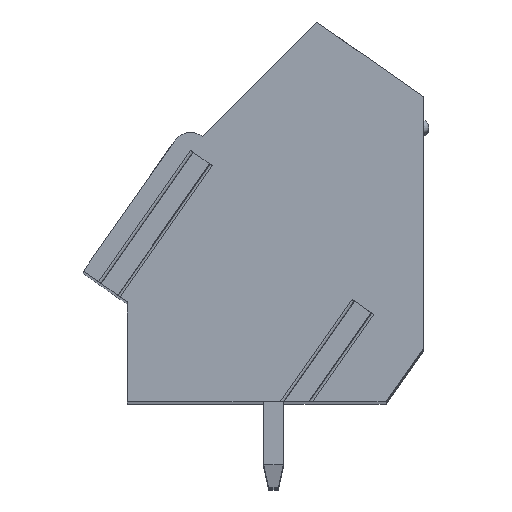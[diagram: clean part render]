
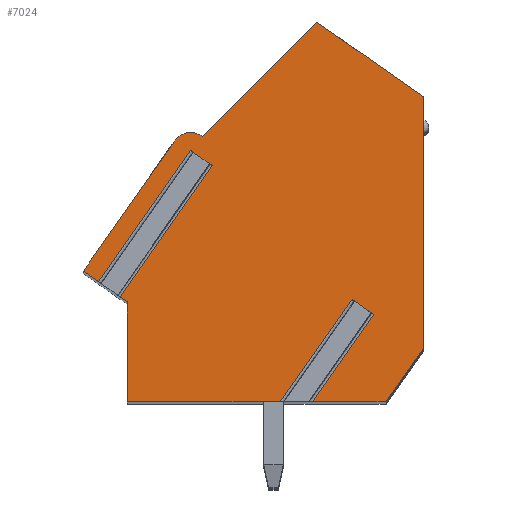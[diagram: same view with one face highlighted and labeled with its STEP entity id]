
A CAD part, top view. The second image highlights one B-rep face of the part: STEP entity #7024.
In plain terms, the highlighted planar face has unit normal (0, 0, 1).
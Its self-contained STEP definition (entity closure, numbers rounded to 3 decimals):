
#14=DIRECTION('',(-0.819,0.574,0.));
#15=VECTOR('',#14,1.085);
#16=CARTESIAN_POINT('',(4.498,-3.239,58.42));
#17=LINE('',#16,#15);
#18=DIRECTION('',(-0.574,-0.819,0.));
#19=VECTOR('',#18,5.115);
#20=CARTESIAN_POINT('',(3.61,-2.616,58.42));
#21=LINE('',#20,#19);
#22=DIRECTION('',(1.,0.,0.));
#23=VECTOR('',#22,6.246);
#24=CARTESIAN_POINT('',(-5.57,-6.807,58.42));
#25=LINE('',#24,#23);
#26=DIRECTION('',(0.,-1.,0.));
#27=VECTOR('',#26,4.087);
#28=CARTESIAN_POINT('',(-5.57,-2.72,58.42));
#29=LINE('',#28,#27);
#30=DIRECTION('',(0.819,-0.574,0.));
#31=VECTOR('',#30,0.355);
#32=CARTESIAN_POINT('',(-5.861,-2.516,58.42));
#33=LINE('',#32,#31);
#34=DIRECTION('',(-0.574,-0.819,0.));
#35=VECTOR('',#34,6.55);
#36=CARTESIAN_POINT('',(-2.104,2.849,58.42));
#37=LINE('',#36,#35);
#38=DIRECTION('',(-0.819,0.574,0.));
#39=VECTOR('',#38,1.085);
#40=CARTESIAN_POINT('',(-2.104,2.849,58.42));
#41=LINE('',#40,#39);
#42=DIRECTION('',(-0.574,-0.819,0.));
#43=VECTOR('',#42,6.55);
#44=CARTESIAN_POINT('',(-2.993,3.471,58.42));
#45=LINE('',#44,#43);
#46=DIRECTION('',(0.819,-0.574,0.));
#47=VECTOR('',#46,0.757);
#48=CARTESIAN_POINT('',(-7.37,-1.46,58.42));
#49=LINE('',#48,#47);
#50=DIRECTION('',(-0.574,-0.819,0.));
#51=VECTOR('',#50,6.486);
#52=CARTESIAN_POINT('',(-3.65,3.853,58.42));
#53=LINE('',#52,#51);
#54=CARTESIAN_POINT('',(-2.986,3.406,58.42));
#55=DIRECTION('',(0.,0.,1.));
#56=DIRECTION('',(0.598,0.802,0.));
#57=AXIS2_PLACEMENT_3D('',#54,#55,#56);
#59=DIRECTION('',(-0.707,-0.707,0.));
#60=VECTOR('',#59,6.609);
#61=CARTESIAN_POINT('',(2.165,8.721,58.42));
#62=LINE('',#61,#60);
#63=DIRECTION('',(-0.819,0.574,0.));
#64=VECTOR('',#63,5.329);
#65=CARTESIAN_POINT('',(6.53,5.664,58.42));
#66=LINE('',#65,#64);
#67=DIRECTION('',(0.,1.,0.));
#68=VECTOR('',#67,10.286);
#69=CARTESIAN_POINT('',(6.53,-4.622,58.42));
#70=LINE('',#69,#68);
#71=DIRECTION('',(0.574,0.819,0.));
#72=VECTOR('',#71,2.667);
#73=CARTESIAN_POINT('',(5.,-6.807,58.42));
#74=LINE('',#73,#72);
#75=DIRECTION('',(1.,0.,0.));
#76=VECTOR('',#75,3.);
#77=CARTESIAN_POINT('',(2.,-6.807,58.42));
#78=LINE('',#77,#76);
#79=DIRECTION('',(-0.574,-0.819,0.));
#80=VECTOR('',#79,4.355);
#81=CARTESIAN_POINT('',(4.498,-3.239,58.42));
#82=LINE('',#81,#80);
#5494=CARTESIAN_POINT('',(-2.508,4.048,58.42));
#5495=CARTESIAN_POINT('',(-3.65,3.853,58.42));
#5496=VERTEX_POINT('',#5494);
#5497=VERTEX_POINT('',#5495);
#5498=CARTESIAN_POINT('',(-7.37,-1.46,58.42));
#5499=VERTEX_POINT('',#5498);
#5500=CARTESIAN_POINT('',(-5.57,-2.72,58.42));
#5501=CARTESIAN_POINT('',(-5.57,-6.807,58.42));
#5502=VERTEX_POINT('',#5500);
#5503=VERTEX_POINT('',#5501);
#5504=CARTESIAN_POINT('',(5.,-6.807,58.42));
#5505=CARTESIAN_POINT('',(6.53,-4.622,58.42));
#5506=VERTEX_POINT('',#5504);
#5507=VERTEX_POINT('',#5505);
#5508=CARTESIAN_POINT('',(6.53,5.664,58.42));
#5509=VERTEX_POINT('',#5508);
#5510=CARTESIAN_POINT('',(2.165,8.721,58.42));
#5511=VERTEX_POINT('',#5510);
#5638=CARTESIAN_POINT('',(-2.104,2.849,58.42));
#5639=CARTESIAN_POINT('',(-2.993,3.471,58.42));
#5640=VERTEX_POINT('',#5638);
#5641=VERTEX_POINT('',#5639);
#5642=CARTESIAN_POINT('',(-5.861,-2.516,
58.42));
#5643=VERTEX_POINT('',#5642);
#5644=CARTESIAN_POINT('',(-6.75,-1.894,
58.42));
#5645=VERTEX_POINT('',#5644);
#5693=CARTESIAN_POINT('',(4.498,-3.239,58.42));
#5694=CARTESIAN_POINT('',(3.61,-2.616,58.42));
#5695=VERTEX_POINT('',#5693);
#5696=VERTEX_POINT('',#5694);
#5697=CARTESIAN_POINT('',(2.,-6.807,58.42));
#5698=VERTEX_POINT('',#5697);
#5699=CARTESIAN_POINT('',(0.676,-6.807,58.42));
#5700=VERTEX_POINT('',#5699);
#6983=CARTESIAN_POINT('',(0.,0.,58.42));
#6984=DIRECTION('',(0.,0.,1.));
#6985=DIRECTION('',(1.,0.,0.));
#6986=AXIS2_PLACEMENT_3D('',#6983,#6984,#6985);
#6987=PLANE('',#6986);
#6989=ORIENTED_EDGE('',*,*,#6988,.T.);
#6991=ORIENTED_EDGE('',*,*,#6990,.T.);
#6993=ORIENTED_EDGE('',*,*,#6992,.F.);
#6995=ORIENTED_EDGE('',*,*,#6994,.F.);
#6997=ORIENTED_EDGE('',*,*,#6996,.F.);
#6999=ORIENTED_EDGE('',*,*,#6998,.F.);
#7001=ORIENTED_EDGE('',*,*,#7000,.T.);
#7003=ORIENTED_EDGE('',*,*,#7002,.T.);
#7005=ORIENTED_EDGE('',*,*,#7004,.F.);
#7007=ORIENTED_EDGE('',*,*,#7006,.F.);
#7009=ORIENTED_EDGE('',*,*,#7008,.F.);
#7011=ORIENTED_EDGE('',*,*,#7010,.F.);
#7013=ORIENTED_EDGE('',*,*,#7012,.F.);
#7015=ORIENTED_EDGE('',*,*,#7014,.F.);
#7017=ORIENTED_EDGE('',*,*,#7016,.F.);
#7019=ORIENTED_EDGE('',*,*,#7018,.F.);
#7021=ORIENTED_EDGE('',*,*,#7020,.F.);
#7022=EDGE_LOOP('',(#6989,#6991,#6993,#6995,#6997,#6999,#7001,#7003,#7005,#7007,
#7009,#7011,#7013,#7015,#7017,#7019,#7021));
#7023=FACE_OUTER_BOUND('',#7022,.F.);
#58=CIRCLE('',#57,0.8);
#6988=EDGE_CURVE('',#5695,#5696,#17,.T.);
#6990=EDGE_CURVE('',#5696,#5700,#21,.T.);
#6992=EDGE_CURVE('',#5503,#5700,#25,.T.);
#6994=EDGE_CURVE('',#5502,#5503,#29,.T.);
#6996=EDGE_CURVE('',#5643,#5502,#33,.T.);
#6998=EDGE_CURVE('',#5640,#5643,#37,.T.);
#7000=EDGE_CURVE('',#5640,#5641,#41,.T.);
#7002=EDGE_CURVE('',#5641,#5645,#45,.T.);
#7004=EDGE_CURVE('',#5499,#5645,#49,.T.);
#7006=EDGE_CURVE('',#5497,#5499,#53,.T.);
#7008=EDGE_CURVE('',#5496,#5497,#58,.T.);
#7010=EDGE_CURVE('',#5511,#5496,#62,.T.);
#7012=EDGE_CURVE('',#5509,#5511,#66,.T.);
#7014=EDGE_CURVE('',#5507,#5509,#70,.T.);
#7016=EDGE_CURVE('',#5506,#5507,#74,.T.);
#7018=EDGE_CURVE('',#5698,#5506,#78,.T.);
#7020=EDGE_CURVE('',#5695,#5698,#82,.T.);
#7024=ADVANCED_FACE('',(#7023),#6987,.T.);
